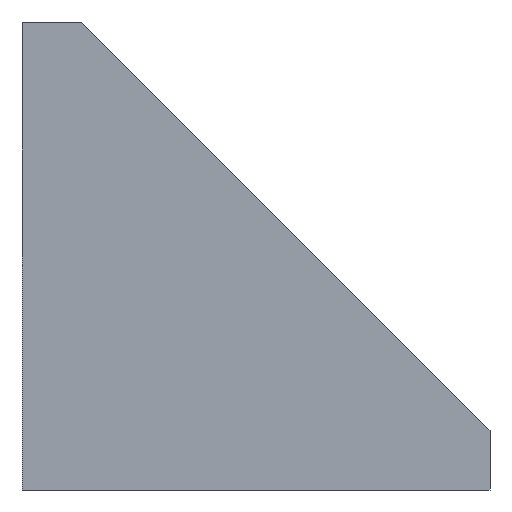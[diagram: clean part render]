
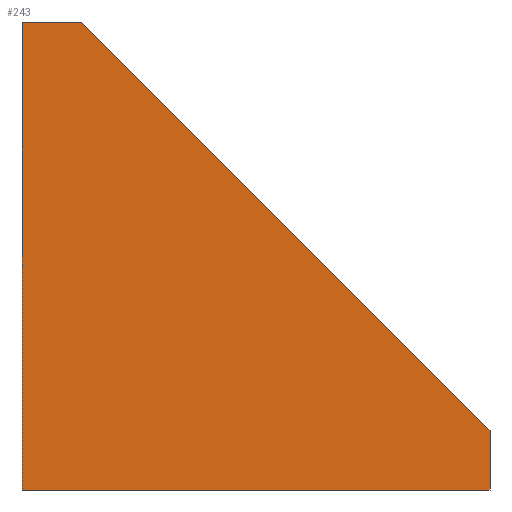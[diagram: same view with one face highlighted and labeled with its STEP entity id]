
A CAD part, front view. The second image highlights one B-rep face of the part: STEP entity #243.
In plain terms, the highlighted planar face has unit normal (0, -1, 0).
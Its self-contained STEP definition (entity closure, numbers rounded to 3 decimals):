
#24 = ORIENTED_EDGE ( 'NONE', *, *, #479, .T. ) ;
#28 = CARTESIAN_POINT ( 'NONE',  ( 38., 0., 4.8 ) ) ;
#34 = LINE ( 'NONE', #225, #248 ) ;
#86 = EDGE_CURVE ( 'NONE', #528, #569, #247, .T. ) ;
#87 = ORIENTED_EDGE ( 'NONE', *, *, #377, .T. ) ;
#107 = DIRECTION ( 'NONE',  ( 0., 0., -1. ) ) ;
#115 = DIRECTION ( 'NONE',  ( 0., 0., 1. ) ) ;
#142 = EDGE_CURVE ( 'NONE', #564, #528, #271, .T. ) ;
#176 = CARTESIAN_POINT ( 'NONE',  ( 38., 0., 4.8 ) ) ;
#190 = FACE_OUTER_BOUND ( 'NONE', #457, .T. ) ;
#192 = VECTOR ( 'NONE', #433, 1000. ) ;
#203 = CARTESIAN_POINT ( 'NONE',  ( 38., 0., 0. ) ) ;
#225 = CARTESIAN_POINT ( 'NONE',  ( 0., 0., 0. ) ) ;
#232 = EDGE_CURVE ( 'NONE', #482, #519, #34, .T. ) ;
#241 = PLANE ( 'NONE',  #380 ) ;
#243 = ADVANCED_FACE ( 'NONE', ( #190 ), #241, .T. ) ;
#247 = LINE ( 'NONE', #395, #192 ) ;
#248 = VECTOR ( 'NONE', #274, 1000. ) ;
#268 = VECTOR ( 'NONE', #413, 1000. ) ;
#271 = LINE ( 'NONE', #176, #268 ) ;
#274 = DIRECTION ( 'NONE',  ( 1., 0., 0. ) ) ;
#284 = CARTESIAN_POINT ( 'NONE',  ( 0., 0., 0. ) ) ;
#325 = DIRECTION ( 'NONE',  ( 0., -1., 0. ) ) ;
#327 = CARTESIAN_POINT ( 'NONE',  ( 0., 0., 0. ) ) ;
#377 = EDGE_CURVE ( 'NONE', #569, #482, #530, .T. ) ;
#380 = AXIS2_PLACEMENT_3D ( 'NONE', #284, #325, #383 ) ;
#383 = DIRECTION ( 'NONE',  ( -1., 0., 0. ) ) ;
#395 = CARTESIAN_POINT ( 'NONE',  ( 4.8, 0., 38. ) ) ;
#401 = ORIENTED_EDGE ( 'NONE', *, *, #232, .T. ) ;
#413 = DIRECTION ( 'NONE',  ( -0.707, 0., 0.707 ) ) ;
#433 = DIRECTION ( 'NONE',  ( -1., 0., 0. ) ) ;
#444 = VECTOR ( 'NONE', #115, 1000. ) ;
#447 = LINE ( 'NONE', #203, #444 ) ;
#454 = CARTESIAN_POINT ( 'NONE',  ( 4.8, 0., 38. ) ) ;
#457 = EDGE_LOOP ( 'NONE', ( #24, #463, #540, #87, #401 ) ) ;
#463 = ORIENTED_EDGE ( 'NONE', *, *, #142, .T. ) ;
#475 = VECTOR ( 'NONE', #107, 1000. ) ;
#479 = EDGE_CURVE ( 'NONE', #519, #564, #447, .T. ) ;
#482 = VERTEX_POINT ( 'NONE', #580 ) ;
#510 = CARTESIAN_POINT ( 'NONE',  ( 0., 0., 38. ) ) ;
#519 = VERTEX_POINT ( 'NONE', #602 ) ;
#528 = VERTEX_POINT ( 'NONE', #454 ) ;
#530 = LINE ( 'NONE', #327, #475 ) ;
#540 = ORIENTED_EDGE ( 'NONE', *, *, #86, .T. ) ;
#564 = VERTEX_POINT ( 'NONE', #28 ) ;
#569 = VERTEX_POINT ( 'NONE', #510 ) ;
#580 = CARTESIAN_POINT ( 'NONE',  ( 0., 0., 0. ) ) ;
#602 = CARTESIAN_POINT ( 'NONE',  ( 38., 0., 0. ) ) ;
